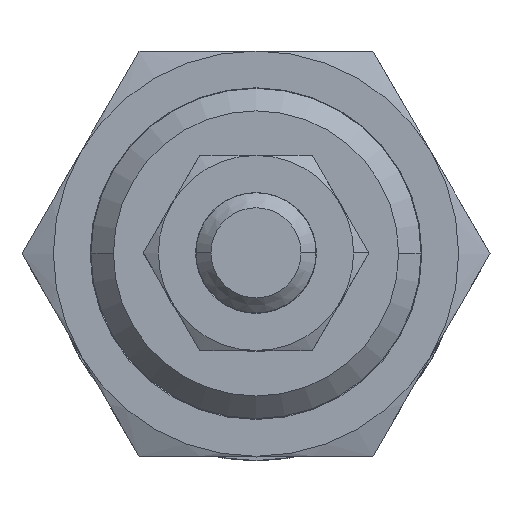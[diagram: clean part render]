
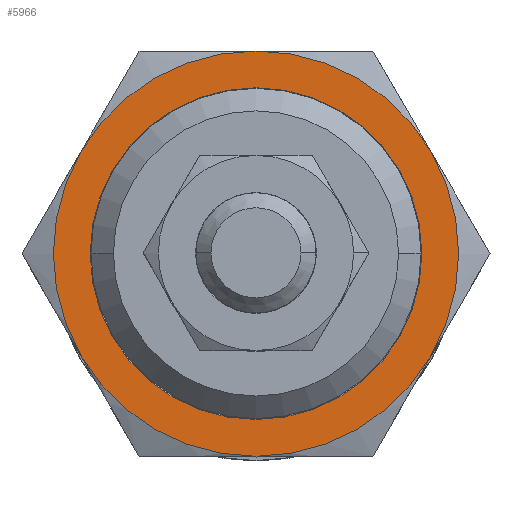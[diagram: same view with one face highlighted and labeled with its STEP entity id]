
A CAD part, top view. The second image highlights one B-rep face of the part: STEP entity #5966.
In plain terms, the highlighted planar face has unit normal (0, 0, 1).
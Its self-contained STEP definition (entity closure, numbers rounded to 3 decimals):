
#7 = EDGE_CURVE ( 'NONE', #5393, #10380, #445, .T. ) ;
#292 = DIRECTION ( 'NONE',  ( 0.866, 0.5, 0. ) ) ;
#310 = CARTESIAN_POINT ( 'NONE',  ( 11.691, 6.75, 179. ) ) ;
#425 = PLANE ( 'NONE',  #772 ) ;
#445 = CIRCLE ( 'NONE', #9661, 13.5 ) ;
#772 = AXIS2_PLACEMENT_3D ( 'NONE', #4190, #9823, #292 ) ;
#977 = DIRECTION ( 'NONE',  ( 0., 0., -1. ) ) ;
#1092 = CARTESIAN_POINT ( 'NONE',  ( -9.57, -5.525, 179. ) ) ;
#1337 = DIRECTION ( 'NONE',  ( 0., 0., -1. ) ) ;
#1785 = DIRECTION ( 'NONE',  ( 0.866, 0.5, 0. ) ) ;
#2094 = AXIS2_PLACEMENT_3D ( 'NONE', #5539, #4793, #10314 ) ;
#2127 = ORIENTED_EDGE ( 'NONE', *, *, #12102, .T. ) ;
#2167 = CARTESIAN_POINT ( 'NONE',  ( 0., 0., 179. ) ) ;
#2183 = CARTESIAN_POINT ( 'NONE',  ( -11.691, 6.75, 179. ) ) ;
#2250 = VERTEX_POINT ( 'NONE', #310 ) ;
#3169 = CIRCLE ( 'NONE', #6089, 13.5 ) ;
#3670 = CIRCLE ( 'NONE', #10511, 13.5 ) ;
#3751 = CARTESIAN_POINT ( 'NONE',  ( 0., 0., 179. ) ) ;
#3753 = VERTEX_POINT ( 'NONE', #8177 ) ;
#3760 = CARTESIAN_POINT ( 'NONE',  ( 0., 0., 179. ) ) ;
#4035 = DIRECTION ( 'NONE',  ( 0., 0., -1. ) ) ;
#4148 = CIRCLE ( 'NONE', #7656, 13.5 ) ;
#4190 = CARTESIAN_POINT ( 'NONE',  ( 0., 0., 179. ) ) ;
#4628 = EDGE_CURVE ( 'NONE', #11785, #5393, #7212, .T. ) ;
#4793 = DIRECTION ( 'NONE',  ( 0., 0., -1. ) ) ;
#4817 = CARTESIAN_POINT ( 'NONE',  ( 0., 0., 179. ) ) ;
#4904 = AXIS2_PLACEMENT_3D ( 'NONE', #11858, #9323, #1785 ) ;
#5090 = DIRECTION ( 'NONE',  ( 0.866, 0.5, 0. ) ) ;
#5104 = FACE_BOUND ( 'NONE', #11811, .T. ) ;
#5152 = CARTESIAN_POINT ( 'NONE',  ( 0., 0., 179. ) ) ;
#5361 = CARTESIAN_POINT ( 'NONE',  ( 0., 0., 179. ) ) ;
#5382 = CARTESIAN_POINT ( 'NONE',  ( -11.691, -6.75, 179. ) ) ;
#5393 = VERTEX_POINT ( 'NONE', #9648 ) ;
#5473 = ORIENTED_EDGE ( 'NONE', *, *, #9535, .T. ) ;
#5539 = CARTESIAN_POINT ( 'NONE',  ( 0., 0., 179. ) ) ;
#5632 = EDGE_CURVE ( 'NONE', #10380, #9215, #11764, .T. ) ;
#5899 = DIRECTION ( 'NONE',  ( 0., 0., -1. ) ) ;
#5966 = ADVANCED_FACE ( 'NONE', ( #5104, #8831 ), #425, .F. ) ;
#5973 = ORIENTED_EDGE ( 'NONE', *, *, #8416, .F. ) ;
#6089 = AXIS2_PLACEMENT_3D ( 'NONE', #3751, #7476, #11222 ) ;
#6127 = ORIENTED_EDGE ( 'NONE', *, *, #7, .F. ) ;
#6338 = EDGE_LOOP ( 'NONE', ( #9356, #9587, #5973, #6422, #6127, #8531 ) ) ;
#6422 = ORIENTED_EDGE ( 'NONE', *, *, #5632, .F. ) ;
#6621 = DIRECTION ( 'NONE',  ( 0.866, 0.5, 0. ) ) ;
#6886 = AXIS2_PLACEMENT_3D ( 'NONE', #4817, #4035, #8550 ) ;
#7212 = CIRCLE ( 'NONE', #11538, 13.5 ) ;
#7249 = VERTEX_POINT ( 'NONE', #8388 ) ;
#7313 = DIRECTION ( 'NONE',  ( 0.866, 0.5, 0. ) ) ;
#7370 = CIRCLE ( 'NONE', #2094, 11.05 ) ;
#7476 = DIRECTION ( 'NONE',  ( 0., 0., -1. ) ) ;
#7495 = EDGE_CURVE ( 'NONE', #3753, #2250, #3169, .T. ) ;
#7545 = EDGE_CURVE ( 'NONE', #2250, #11785, #4148, .T. ) ;
#7656 = AXIS2_PLACEMENT_3D ( 'NONE', #5152, #1337, #5090 ) ;
#7770 = CARTESIAN_POINT ( 'NONE',  ( 11.691, -6.75, 179. ) ) ;
#7868 = CIRCLE ( 'NONE', #6886, 11.05 ) ;
#8177 = CARTESIAN_POINT ( 'NONE',  ( 0., 13.5, 179. ) ) ;
#8297 = DIRECTION ( 'NONE',  ( 0., 0., -1. ) ) ;
#8388 = CARTESIAN_POINT ( 'NONE',  ( 9.57, 5.525, 179. ) ) ;
#8416 = EDGE_CURVE ( 'NONE', #9215, #3753, #3670, .T. ) ;
#8531 = ORIENTED_EDGE ( 'NONE', *, *, #4628, .F. ) ;
#8550 = DIRECTION ( 'NONE',  ( 0.866, 0.5, 0. ) ) ;
#8831 = FACE_OUTER_BOUND ( 'NONE', #6338, .T. ) ;
#9215 = VERTEX_POINT ( 'NONE', #2183 ) ;
#9323 = DIRECTION ( 'NONE',  ( 0., 0., -1. ) ) ;
#9356 = ORIENTED_EDGE ( 'NONE', *, *, #7545, .F. ) ;
#9535 = EDGE_CURVE ( 'NONE', #7249, #10145, #7370, .T. ) ;
#9587 = ORIENTED_EDGE ( 'NONE', *, *, #7495, .F. ) ;
#9648 = CARTESIAN_POINT ( 'NONE',  ( 0., -13.5, 179. ) ) ;
#9661 = AXIS2_PLACEMENT_3D ( 'NONE', #5361, #8297, #7313 ) ;
#9823 = DIRECTION ( 'NONE',  ( 0., 0., -1. ) ) ;
#10145 = VERTEX_POINT ( 'NONE', #1092 ) ;
#10314 = DIRECTION ( 'NONE',  ( 0.866, 0.5, 0. ) ) ;
#10380 = VERTEX_POINT ( 'NONE', #5382 ) ;
#10511 = AXIS2_PLACEMENT_3D ( 'NONE', #2167, #5899, #11364 ) ;
#11222 = DIRECTION ( 'NONE',  ( 0.866, 0.5, 0. ) ) ;
#11364 = DIRECTION ( 'NONE',  ( 0.866, 0.5, 0. ) ) ;
#11538 = AXIS2_PLACEMENT_3D ( 'NONE', #3760, #977, #6621 ) ;
#11764 = CIRCLE ( 'NONE', #4904, 13.5 ) ;
#11785 = VERTEX_POINT ( 'NONE', #7770 ) ;
#11811 = EDGE_LOOP ( 'NONE', ( #2127, #5473 ) ) ;
#11858 = CARTESIAN_POINT ( 'NONE',  ( 0., 0., 179. ) ) ;
#12102 = EDGE_CURVE ( 'NONE', #10145, #7249, #7868, .T. ) ;
